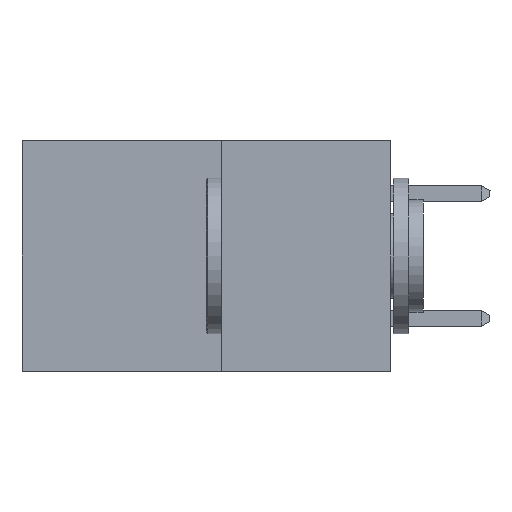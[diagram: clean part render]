
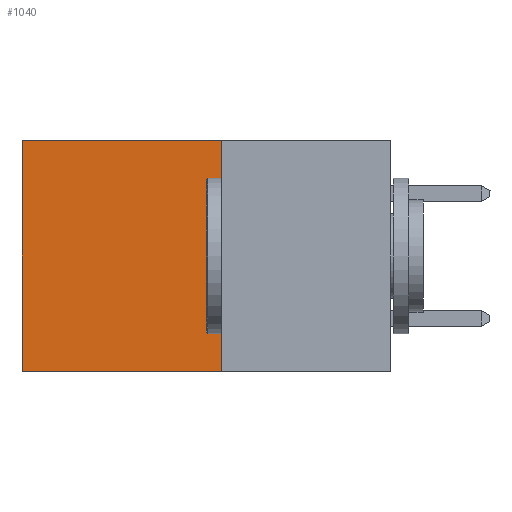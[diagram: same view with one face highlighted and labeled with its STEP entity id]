
A CAD part, left-side view. The second image highlights one B-rep face of the part: STEP entity #1040.
In plain terms, the highlighted planar face has unit normal (-1, 0, 0).
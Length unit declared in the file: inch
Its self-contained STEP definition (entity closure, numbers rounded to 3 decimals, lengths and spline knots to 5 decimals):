
#278 = EDGE_CURVE ( 'NONE', #4451, #1334, #7616, .T. ) ;
#391 = VECTOR ( 'NONE', #3644, 39.37008 ) ;
#819 = FACE_OUTER_BOUND ( 'NONE', #10191, .T. ) ;
#1040 = ADVANCED_FACE ( 'NONE', ( #819 ), #5468, .F. ) ;
#1222 = LINE ( 'NONE', #10142, #7352 ) ;
#1334 = VERTEX_POINT ( 'NONE', #8853 ) ;
#1518 = VERTEX_POINT ( 'NONE', #9709 ) ;
#1519 = CARTESIAN_POINT ( 'NONE',  ( 0.277, 0.27, -0.37 ) ) ;
#1572 = DIRECTION ( 'NONE',  ( 0., 0., -1. ) ) ;
#2388 = CARTESIAN_POINT ( 'NONE',  ( 0.277, 0.27, -0.37 ) ) ;
#2696 = LINE ( 'NONE', #6919, #391 ) ;
#3030 = EDGE_CURVE ( 'NONE', #3992, #1518, #1222, .T. ) ;
#3102 = CARTESIAN_POINT ( 'NONE',  ( 0.277, 0.27, 0. ) ) ;
#3519 = VECTOR ( 'NONE', #3813, 39.37008 ) ;
#3644 = DIRECTION ( 'NONE',  ( 0., 0., -1. ) ) ;
#3813 = DIRECTION ( 'NONE',  ( 0., 1., 0. ) ) ;
#3992 = VERTEX_POINT ( 'NONE', #2388 ) ;
#4451 = VERTEX_POINT ( 'NONE', #8727 ) ;
#4780 = EDGE_CURVE ( 'NONE', #1334, #1518, #2696, .T. ) ;
#5106 = ORIENTED_EDGE ( 'NONE', *, *, #6485, .F. ) ;
#5468 = PLANE ( 'NONE',  #6955 ) ;
#5986 = DIRECTION ( 'NONE',  ( 0., 0., -1. ) ) ;
#6485 = EDGE_CURVE ( 'NONE', #4451, #3992, #8279, .T. ) ;
#6919 = CARTESIAN_POINT ( 'NONE',  ( 0.277, 0.59, -0.37 ) ) ;
#6955 = AXIS2_PLACEMENT_3D ( 'NONE', #1519, #10413, #5986 ) ;
#7026 = ORIENTED_EDGE ( 'NONE', *, *, #4780, .T. ) ;
#7274 = ORIENTED_EDGE ( 'NONE', *, *, #278, .T. ) ;
#7352 = VECTOR ( 'NONE', #9663, 39.37008 ) ;
#7378 = CARTESIAN_POINT ( 'NONE',  ( 0.277, 0.27, -0.37 ) ) ;
#7616 = LINE ( 'NONE', #3102, #3519 ) ;
#8279 = LINE ( 'NONE', #7378, #10109 ) ;
#8727 = CARTESIAN_POINT ( 'NONE',  ( 0.277, 0.27, 0. ) ) ;
#8853 = CARTESIAN_POINT ( 'NONE',  ( 0.277, 0.59, 0. ) ) ;
#9118 = ORIENTED_EDGE ( 'NONE', *, *, #3030, .F. ) ;
#9663 = DIRECTION ( 'NONE',  ( 0., 1., 0. ) ) ;
#9709 = CARTESIAN_POINT ( 'NONE',  ( 0.277, 0.59, -0.37 ) ) ;
#10109 = VECTOR ( 'NONE', #1572, 39.37008 ) ;
#10142 = CARTESIAN_POINT ( 'NONE',  ( 0.277, 0.27, -0.37 ) ) ;
#10191 = EDGE_LOOP ( 'NONE', ( #7026, #9118, #5106, #7274 ) ) ;
#10413 = DIRECTION ( 'NONE',  ( 1., 0., 0. ) ) ;
